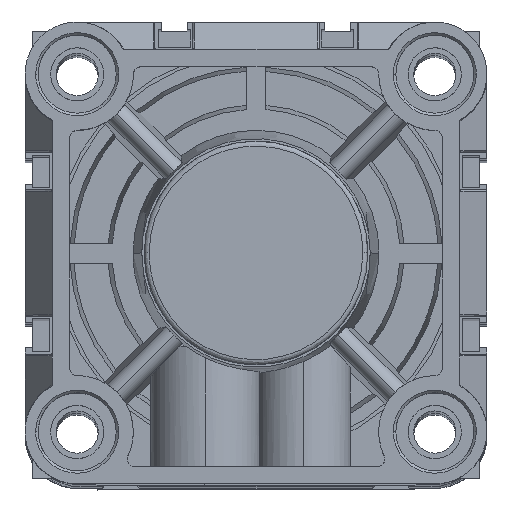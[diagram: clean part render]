
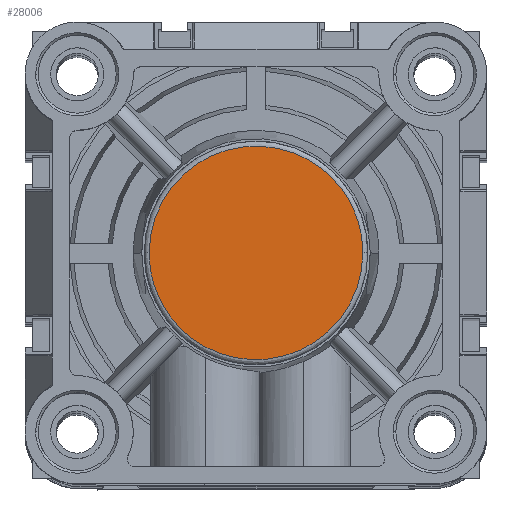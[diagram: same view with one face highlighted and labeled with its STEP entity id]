
A CAD part, top view. The second image highlights one B-rep face of the part: STEP entity #28006.
In plain terms, the highlighted planar face has unit normal (0, 0, 1).
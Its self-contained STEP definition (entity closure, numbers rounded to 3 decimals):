
#268 = CARTESIAN_POINT ( 'NONE',  ( 19.242, 19.242, 40. ) ) ;
#5344 = CARTESIAN_POINT ( 'NONE',  ( 62.5, 41., 40. ) ) ;
#6227 = CARTESIAN_POINT ( 'NONE',  ( 62.5, 41., 40. ) ) ;
#8617 = FACE_OUTER_BOUND ( 'NONE', #19923, .T. ) ;
#11233 = PLANE ( 'NONE',  #42831 ) ;
#12311 = ORIENTED_EDGE ( 'NONE', *, *, #27174, .F. ) ;
#14433 =( BOUNDED_CURVE ( )  B_SPLINE_CURVE ( 3, ( #6227, #46740, #21059, #46912 ),
 .UNSPECIFIED., .F., .F. ) 
 B_SPLINE_CURVE_WITH_KNOTS ( ( 4, 4 ),
 ( 0., 1. ),
 .UNSPECIFIED. ) 
 CURVE ( )  GEOMETRIC_REPRESENTATION_ITEM ( )  RATIONAL_B_SPLINE_CURVE ( ( 0.957, 0.319, 0.319, 0.957 ) ) 
 REPRESENTATION_ITEM ( '' )  );
#15052 = DIRECTION ( 'NONE',  ( 1., 0., 0. ) ) ;
#16288 = CARTESIAN_POINT ( 'NONE',  ( 19.5, 84., 40. ) ) ;
#19923 = EDGE_LOOP ( 'NONE', ( #12311, #35169 ) ) ;
#21059 = CARTESIAN_POINT ( 'NONE',  ( 19.5, -2., 40. ) ) ;
#22107 = CARTESIAN_POINT ( 'NONE',  ( 62.5, 41., 40. ) ) ;
#25675 =( BOUNDED_CURVE ( )  B_SPLINE_CURVE ( 3, ( #31049, #16288, #27498, #5344 ),
 .UNSPECIFIED., .F., .F. ) 
 B_SPLINE_CURVE_WITH_KNOTS ( ( 4, 4 ),
 ( 0., 1. ),
 .UNSPECIFIED. ) 
 CURVE ( )  GEOMETRIC_REPRESENTATION_ITEM ( )  RATIONAL_B_SPLINE_CURVE ( ( 0.957, 0.319, 0.319, 0.957 ) ) 
 REPRESENTATION_ITEM ( '' )  );
#27174 = EDGE_CURVE ( 'NONE', #37576, #46769, #25675, .T. ) ;
#27498 = CARTESIAN_POINT ( 'NONE',  ( 62.5, 84., 40. ) ) ;
#28006 = ADVANCED_FACE ( 'NONE', ( #8617 ), #11233, .T. ) ;
#31049 = CARTESIAN_POINT ( 'NONE',  ( 19.5, 41., 40. ) ) ;
#35169 = ORIENTED_EDGE ( 'NONE', *, *, #43682, .F. ) ;
#37274 = DIRECTION ( 'NONE',  ( 0., 0., 1. ) ) ;
#37576 = VERTEX_POINT ( 'NONE', #44277 ) ;
#42831 = AXIS2_PLACEMENT_3D ( 'NONE', #268, #37274, #15052 ) ;
#43682 = EDGE_CURVE ( 'NONE', #46769, #37576, #14433, .T. ) ;
#44277 = CARTESIAN_POINT ( 'NONE',  ( 19.5, 41., 40. ) ) ;
#46740 = CARTESIAN_POINT ( 'NONE',  ( 62.5, -2., 40. ) ) ;
#46769 = VERTEX_POINT ( 'NONE', #22107 ) ;
#46912 = CARTESIAN_POINT ( 'NONE',  ( 19.5, 41., 40. ) ) ;
